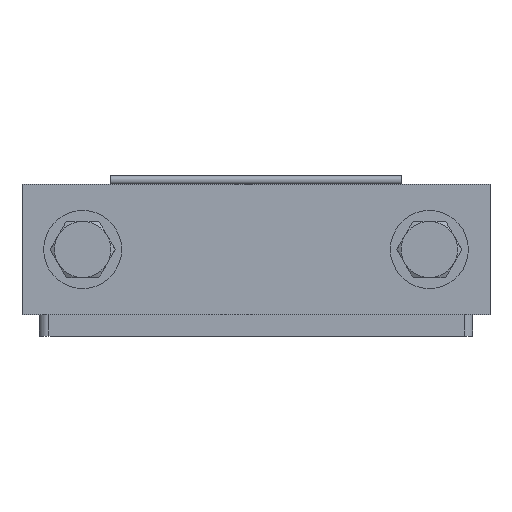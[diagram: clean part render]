
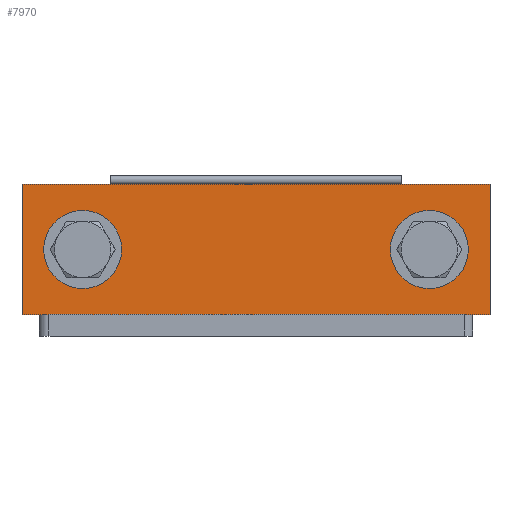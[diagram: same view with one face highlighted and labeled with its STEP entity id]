
A CAD part, front view. The second image highlights one B-rep face of the part: STEP entity #7970.
In plain terms, the highlighted planar face has unit normal (0, -1, 0).
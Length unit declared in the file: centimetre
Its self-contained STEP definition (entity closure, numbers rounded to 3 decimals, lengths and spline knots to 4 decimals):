
#212=FACE_BOUND('',#1499,.T.);
#213=FACE_BOUND('',#1500,.T.);
#1009=FACE_OUTER_BOUND('',#1498,.T.);
#1498=EDGE_LOOP('',(#6547,#6548,#6549,#6550,#6551,#6552));
#1499=EDGE_LOOP('',(#6553));
#1500=EDGE_LOOP('',(#6554));
#1906=CIRCLE('',#8667,0.9);
#1916=CIRCLE('',#8694,0.9);
#2327=LINE('',#12542,#3011);
#2342=LINE('',#12581,#3026);
#2361=LINE('',#12620,#3045);
#2365=LINE('',#12629,#3049);
#2367=LINE('',#12633,#3051);
#2368=LINE('',#12634,#3052);
#3011=VECTOR('',#10462,1.);
#3026=VECTOR('',#10501,1.);
#3045=VECTOR('',#10538,1.);
#3049=VECTOR('',#10546,1.);
#3051=VECTOR('',#10550,1.);
#3052=VECTOR('',#10551,1.);
#3658=VERTEX_POINT('',#12343);
#3680=VERTEX_POINT('',#12442);
#3710=VERTEX_POINT('',#12537);
#3711=VERTEX_POINT('',#12541);
#3723=VERTEX_POINT('',#12580);
#3734=VERTEX_POINT('',#12618);
#3736=VERTEX_POINT('',#12626);
#3738=VERTEX_POINT('',#12632);
#4593=EDGE_CURVE('',#3658,#3658,#1906,.T.);
#4629=EDGE_CURVE('',#3680,#3680,#1916,.T.);
#4676=EDGE_CURVE('',#3711,#3710,#2327,.T.);
#4695=EDGE_CURVE('',#3723,#3711,#2342,.T.);
#4716=EDGE_CURVE('',#3710,#3734,#2361,.T.);
#4720=EDGE_CURVE('',#3736,#3734,#2365,.T.);
#4722=EDGE_CURVE('',#3738,#3736,#2367,.T.);
#4723=EDGE_CURVE('',#3738,#3723,#2368,.T.);
#6547=ORIENTED_EDGE('',*,*,#4722,.F.);
#6548=ORIENTED_EDGE('',*,*,#4723,.T.);
#6549=ORIENTED_EDGE('',*,*,#4695,.T.);
#6550=ORIENTED_EDGE('',*,*,#4676,.T.);
#6551=ORIENTED_EDGE('',*,*,#4716,.T.);
#6552=ORIENTED_EDGE('',*,*,#4720,.F.);
#6553=ORIENTED_EDGE('',*,*,#4593,.T.);
#6554=ORIENTED_EDGE('',*,*,#4629,.T.);
#7534=PLANE('',#8752);
#7970=ADVANCED_FACE('',(#1009,#212,#213),#7534,.F.);
#8667=AXIS2_PLACEMENT_3D('',#12345,#10292,#10293);
#8694=AXIS2_PLACEMENT_3D('',#12444,#10360,#10361);
#8752=AXIS2_PLACEMENT_3D('',#12631,#10548,#10549);
#10292=DIRECTION('center_axis',(0.,1.,0.));
#10293=DIRECTION('ref_axis',(1.,0.,0.));
#10360=DIRECTION('center_axis',(0.,1.,0.));
#10361=DIRECTION('ref_axis',(-1.,0.,0.));
#10462=DIRECTION('',(1.,0.,0.));
#10501=DIRECTION('',(1.,0.,0.));
#10538=DIRECTION('',(1.,0.,0.));
#10546=DIRECTION('',(0.,0.,-1.));
#10548=DIRECTION('center_axis',(0.,1.,0.));
#10549=DIRECTION('ref_axis',(1.,0.,0.));
#10550=DIRECTION('',(1.,0.,0.));
#10551=DIRECTION('',(0.,0.,-1.));
#12343=CARTESIAN_POINT('',(3.1,-4.925,-1.5));
#12345=CARTESIAN_POINT('Origin',(4.,-4.925,-1.5));
#12442=CARTESIAN_POINT('',(-3.1,-4.925,-1.5));
#12444=CARTESIAN_POINT('Origin',(-4.,-4.925,-1.5));
#12537=CARTESIAN_POINT('',(4.8,-4.925,-3.));
#12541=CARTESIAN_POINT('',(-4.8,-4.925,-3.));
#12542=CARTESIAN_POINT('',(-5.4,-4.925,-3.));
#12580=CARTESIAN_POINT('',(-5.4,-4.925,-3.));
#12581=CARTESIAN_POINT('',(-5.4,-4.925,-3.));
#12618=CARTESIAN_POINT('',(5.4,-4.925,-3.));
#12620=CARTESIAN_POINT('',(-5.4,-4.925,-3.));
#12626=CARTESIAN_POINT('',(5.4,-4.925,0.));
#12629=CARTESIAN_POINT('',(5.4,-4.925,0.));
#12631=CARTESIAN_POINT('Origin',(-5.4,-4.925,0.));
#12632=CARTESIAN_POINT('',(-5.4,-4.925,0.));
#12633=CARTESIAN_POINT('',(-5.4,-4.925,0.));
#12634=CARTESIAN_POINT('',(-5.4,-4.925,0.));
